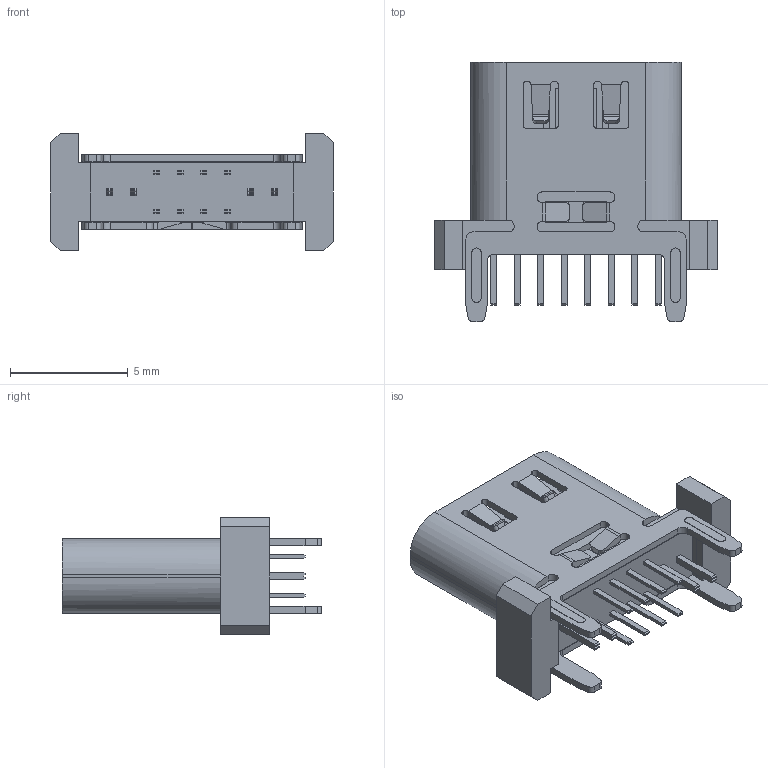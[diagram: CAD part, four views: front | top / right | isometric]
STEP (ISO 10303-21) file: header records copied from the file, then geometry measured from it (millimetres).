
FILE_DESCRIPTION((''),'2;1');
FILE_NAME('PRT0001','2025-02-25T08:24:34',('Administrator'),(''),'CREO PARAMETRIC BY PTC INC, 2020154','CREO PARAMETRIC BY PTC INC, 2020154','');
FILE_SCHEMA(('AUTOMOTIVE_DESIGN { 1 0 10303 214 1 1 1 1 }'));
Length unit declared in the file: millimetre
Products named in the file (1): PRT0001
Bounding box: 12 x 11 x 5 mm (x, y, z)
Volume: 175.9 mm3; surface area: 620.8 mm2
Topology: 1 solids, 1 shells, 556 faces, 1573 edges, 1032 vertices
Faces by surface type: plane 384, cylinder 144, torus 20, cone 8
Entity records: 23172 total; most frequent: CARTESIAN_POINT 3328, ORIENTED_EDGE 3146, DIRECTION 2963, EDGE_CURVE 1573, VECTOR 1215, LINE 1215, VERTEX_POINT 1032, AXIS2_PLACEMENT_3D 874
